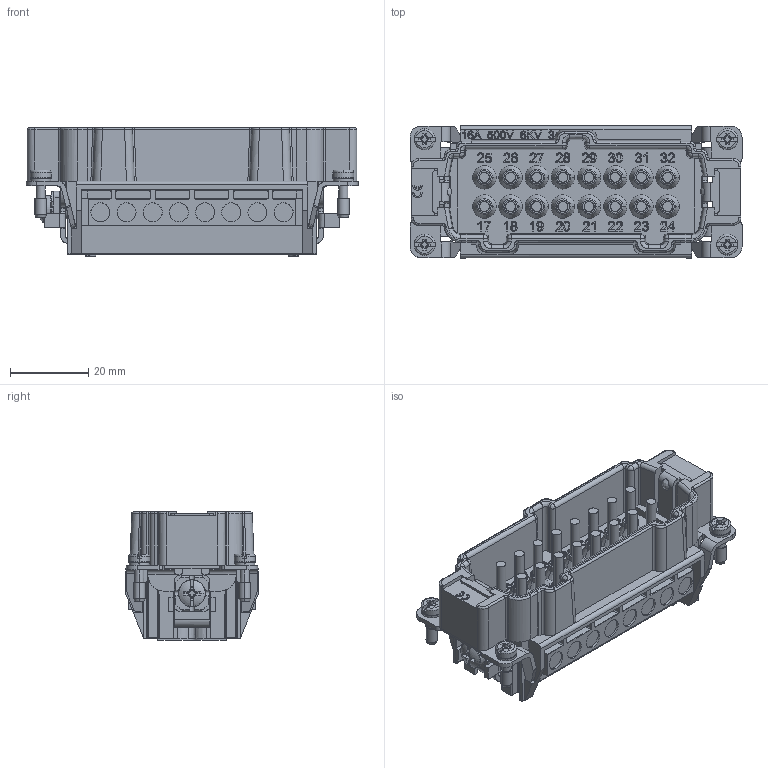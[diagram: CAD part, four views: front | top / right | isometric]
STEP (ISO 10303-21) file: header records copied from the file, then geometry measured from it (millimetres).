
FILE_DESCRIPTION (( 'STEP AP203' ), '1' );
FILE_NAME ('ZP-MC16B-1-MS016-2.STEP', '2023-07-06T18:42:39', ( '' ), ( '' ), 'SwSTEP 2.0', 'SolidWorks 2021', '' );
FILE_SCHEMA (( 'CONFIG_CONTROL_DESIGN' ));
Products named in the file (1): ZP-MC16B-1-MS016-2
Bounding box: 85 x 33.8 x 32.8 mm (x, y, z)
Volume: 35722.5 mm3; surface area: 32445.8 mm2
Topology: 1 solids, 1 shells, 2778 faces, 7250 edges, 4646 vertices
Faces by surface type: plane 1329, cylinder 755, bspline 384, cone 307, torus 3
Entity records: 124304 total; most frequent: CARTESIAN_POINT 61804, ORIENTED_EDGE 14428, DIRECTION 10257, EDGE_CURVE 7214, VERTEX_POINT 4646, LINE 4019, VECTOR 4019, AXIS2_PLACEMENT_3D 3119
